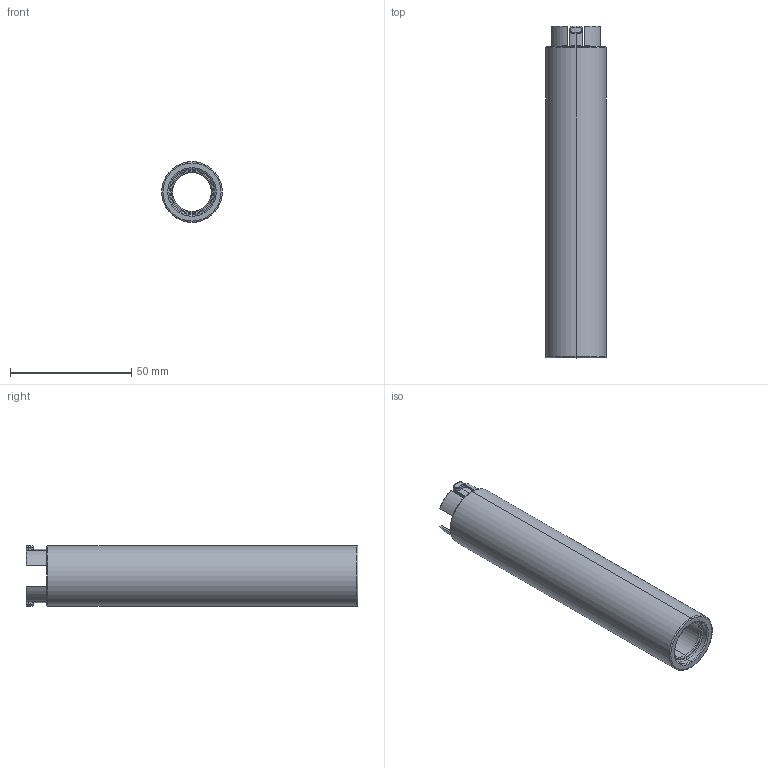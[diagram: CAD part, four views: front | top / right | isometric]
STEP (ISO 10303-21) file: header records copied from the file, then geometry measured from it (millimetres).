
FILE_DESCRIPTION (( 'STEP AP214' ), '1' );
FILE_NAME ('Tail.STEP', '2021-09-13T12:39:42', ( '' ), ( '' ), 'SwSTEP 2.0', 'SolidWorks 2018', '' );
FILE_SCHEMA (( 'AUTOMOTIVE_DESIGN' ));
Length unit declared in the file: millimetre
Products named in the file (1): Tail
Bounding box: 25 x 137 x 25 mm (x, y, z)
Volume: 28143.6 mm3; surface area: 19124.2 mm2
Topology: 1 solids, 1 shells, 93 faces, 242 edges, 152 vertices
Faces by surface type: cylinder 32, torus 28, plane 25, bspline 8
Entity records: 3258 total; most frequent: CARTESIAN_POINT 964, ORIENTED_EDGE 484, DIRECTION 482, EDGE_CURVE 242, AXIS2_PLACEMENT_3D 198, VERTEX_POINT 152, CIRCLE 112, EDGE_LOOP 96
